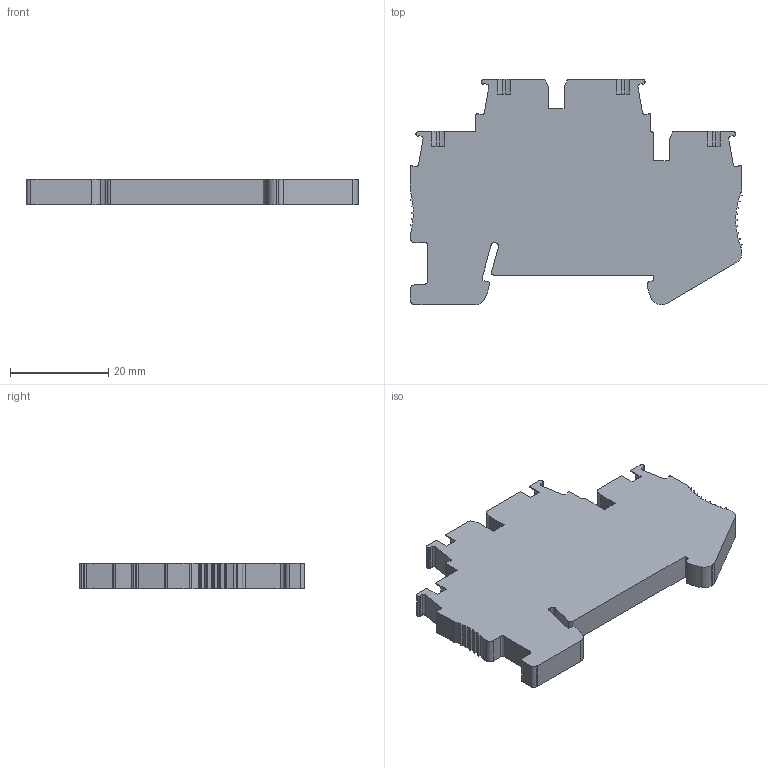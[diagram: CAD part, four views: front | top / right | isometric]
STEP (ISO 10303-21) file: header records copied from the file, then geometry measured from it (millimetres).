
FILE_DESCRIPTION(('STEP AP203'), '1');
FILE_NAME('MTS-D2.5_3D', '2024-11-21T08:03:24', ('砐錪賧瘔蠈錪 Windows'), (''), 'C3D Converter', 'C3D Toolkit', '');
FILE_SCHEMA(('CONFIG_CONTROL_DESIGN'));
Length unit declared in the file: millimetre
Products named in the file (2): 3031270_sttb25_select
Assembly tree (1 placements, depth 2):
  (unnamed)
    3031270_sttb25_select
Bounding box: 67.58 x 45.85 x 5.15 mm (x, y, z)
Volume: 11502.4 mm3; surface area: 6562.1 mm2
Topology: 1 solids, 1 shells, 236 faces, 687 edges, 458 vertices
Faces by surface type: plane 146, cylinder 90
Entity records: 9784 total; most frequent: CARTESIAN_POINT 1383, ORIENTED_EDGE 1374, DIRECTION 1343, EDGE_CURVE 687, LINE 507, VECTOR 507, VERTEX_POINT 458, AXIS2_PLACEMENT_3D 418
